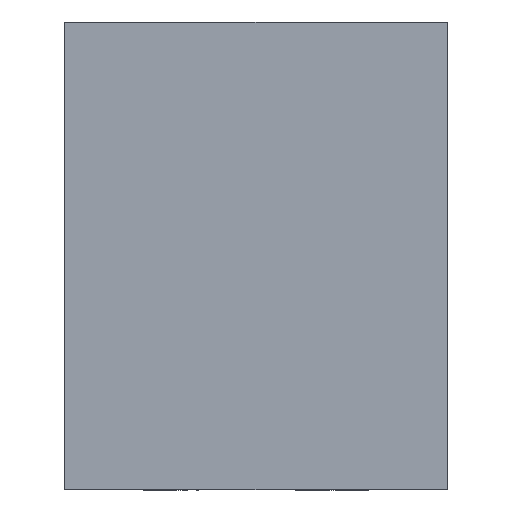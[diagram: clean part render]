
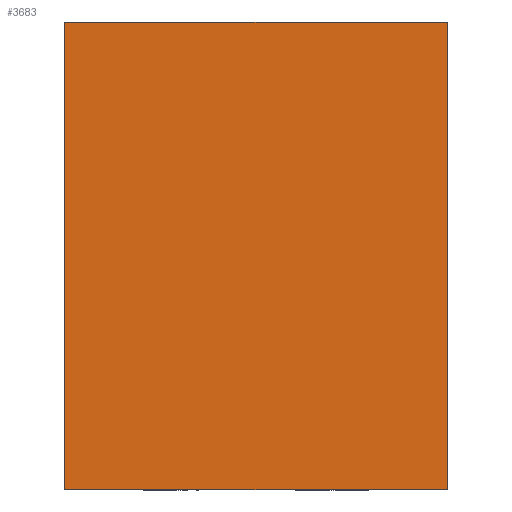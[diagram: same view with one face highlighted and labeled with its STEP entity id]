
A CAD part, front view. The second image highlights one B-rep face of the part: STEP entity #3683.
In plain terms, the highlighted planar face has unit normal (0, -1, 0).
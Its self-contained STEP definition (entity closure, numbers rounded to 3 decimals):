
#2793=CARTESIAN_POINT('',(90.0,-5.,-110.0));
#2794=VERTEX_POINT('',#2793);
#2801=CARTESIAN_POINT('',(-90.0,-5.,-110.0));
#2802=VERTEX_POINT('',#2801);
#2803=CARTESIAN_POINT('',(-90.0,-5.,-110.0));
#2804=DIRECTION('',(1.0,0.0,0.0));
#2805=VECTOR('',#2804,180.0);
#2806=LINE('',#2803,#2805);
#2807=EDGE_CURVE('',#2802,#2794,#2806,.T.);
#3109=CARTESIAN_POINT('',(-90.0,-5.,110.0));
#3110=VERTEX_POINT('',#3109);
#3117=CARTESIAN_POINT('',(90.0,-5.,110.0));
#3118=VERTEX_POINT('',#3117);
#3119=CARTESIAN_POINT('',(90.0,-5.,110.0));
#3120=DIRECTION('',(-1.0,0.0,0.0));
#3121=VECTOR('',#3120,180.0);
#3122=LINE('',#3119,#3121);
#3123=EDGE_CURVE('',#3118,#3110,#3122,.T.);
#3646=CARTESIAN_POINT('',(-90.0,-5.,110.0));
#3647=DIRECTION('',(0.0,0.0,-1.0));
#3648=VECTOR('',#3647,220.0);
#3649=LINE('',#3646,#3648);
#3650=EDGE_CURVE('',#3110,#2802,#3649,.T.);
#3661=CARTESIAN_POINT('',(90.0,-5.,-110.0));
#3662=DIRECTION('',(0.0,0.0,1.0));
#3663=VECTOR('',#3662,220.0);
#3664=LINE('',#3661,#3663);
#3665=EDGE_CURVE('',#2794,#3118,#3664,.T.);
#3672=CARTESIAN_POINT('',(90.0,-5.,0.0));
#3673=DIRECTION('',(0.0,-1.0,0.0));
#3674=DIRECTION('',(0.0,0.0,-1.0));
#3675=AXIS2_PLACEMENT_3D('',#3672,#3673,#3674);
#3676=PLANE('',#3675);
#3677=ORIENTED_EDGE('',*,*,#3123,.T.);
#3678=ORIENTED_EDGE('',*,*,#3650,.T.);
#3679=ORIENTED_EDGE('',*,*,#2807,.T.);
#3680=ORIENTED_EDGE('',*,*,#3665,.T.);
#3681=EDGE_LOOP('',(#3677,#3678,#3679,#3680));
#3682=FACE_OUTER_BOUND('',#3681,.T.);
#3683=ADVANCED_FACE('',(#3682),#3676,.T.);
